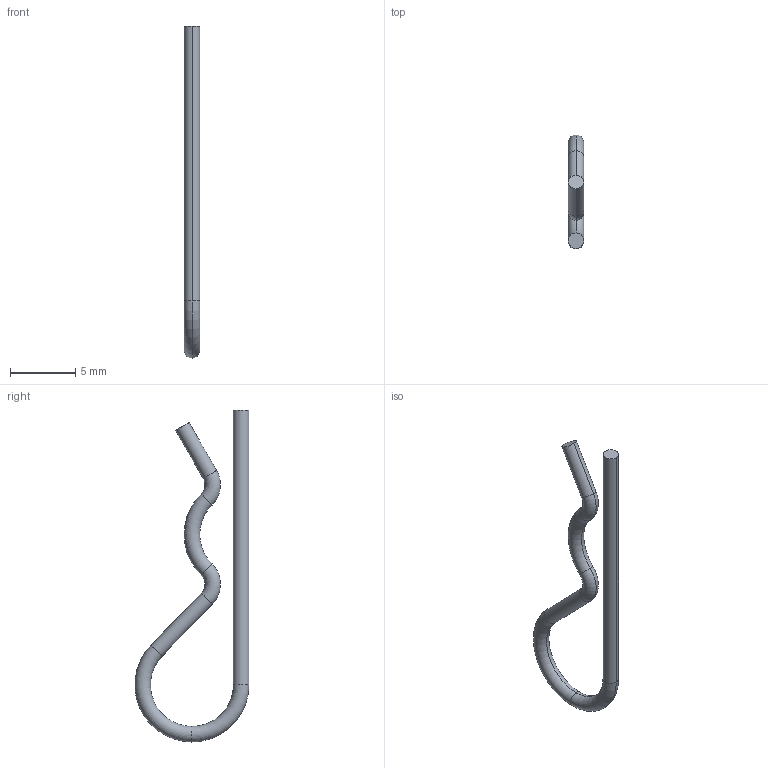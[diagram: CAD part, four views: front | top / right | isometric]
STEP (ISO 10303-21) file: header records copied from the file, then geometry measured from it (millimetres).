
FILE_DESCRIPTION (( 'STEP AP203' ), '1' );
FILE_NAME ('92375A005.step', '2016-09-09T15:58:50', ( '' ), ( '' ), 'SwSTEP 2.0', 'SolidWorks 2010', '' );
FILE_SCHEMA (( 'CONFIG_CONTROL_DESIGN' ));
Length unit declared in the file: inch
Products named in the file (1): 92375A005
Bounding box: 1.19 x 8.72 x 25.4 mm (x, y, z)
Volume: 62.4 mm3; surface area: 211.9 mm2
Topology: 1 solids, 1 shells, 18 faces, 34 edges, 18 vertices
Faces by surface type: torus 10, cylinder 6, plane 2
Entity records: 533 total; most frequent: DIRECTION 100, CARTESIAN_POINT 71, ORIENTED_EDGE 68, AXIS2_PLACEMENT_3D 47, EDGE_CURVE 34, CIRCLE 28, FACE_OUTER_BOUND 18, ADVANCED_FACE 18
